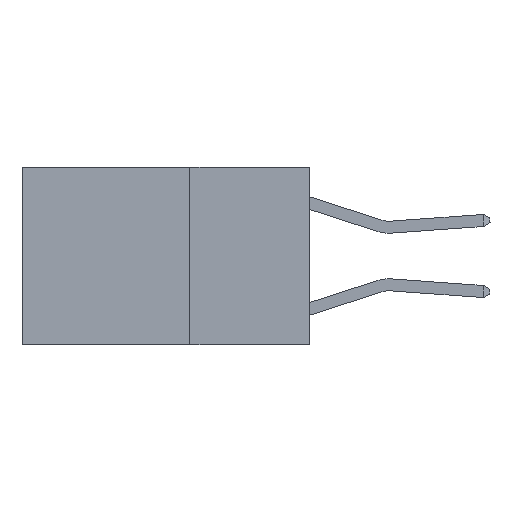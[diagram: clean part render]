
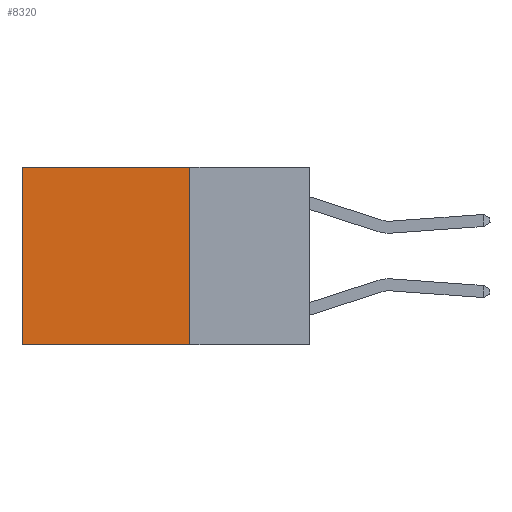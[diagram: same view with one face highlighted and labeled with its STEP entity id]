
A CAD part, left-side view. The second image highlights one B-rep face of the part: STEP entity #8320.
In plain terms, the highlighted planar face has unit normal (-1, 0, 0).
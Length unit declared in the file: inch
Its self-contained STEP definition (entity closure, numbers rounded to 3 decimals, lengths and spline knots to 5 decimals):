
#284 = CARTESIAN_POINT ( 'NONE',  ( 0.2625, 0.6, 0. ) ) ;
#289 = EDGE_CURVE ( 'NONE', #9652, #9346, #7145, .T. ) ;
#542 = ORIENTED_EDGE ( 'NONE', *, *, #9662, .F. ) ;
#751 = VECTOR ( 'NONE', #5671, 39.37008 ) ;
#798 = DIRECTION ( 'NONE',  ( 0., 0., -1. ) ) ;
#1753 = VECTOR ( 'NONE', #3196, 39.37008 ) ;
#2497 = CARTESIAN_POINT ( 'NONE',  ( 0.2625, 0.25, 0. ) ) ;
#3033 = FACE_OUTER_BOUND ( 'NONE', #8194, .T. ) ;
#3196 = DIRECTION ( 'NONE',  ( 0., 1., 0. ) ) ;
#3293 = ORIENTED_EDGE ( 'NONE', *, *, #6372, .F. ) ;
#4769 = CARTESIAN_POINT ( 'NONE',  ( 0.2625, 0.25, 0. ) ) ;
#4770 = LINE ( 'NONE', #7896, #751 ) ;
#5003 = VERTEX_POINT ( 'NONE', #7009 ) ;
#5496 = ORIENTED_EDGE ( 'NONE', *, *, #289, .T. ) ;
#5516 = CARTESIAN_POINT ( 'NONE',  ( 0.2625, 0.25, 0. ) ) ;
#5667 = EDGE_CURVE ( 'NONE', #9346, #8167, #6138, .T. ) ;
#5671 = DIRECTION ( 'NONE',  ( 0., 0., -1. ) ) ;
#5927 = VECTOR ( 'NONE', #6579, 39.37008 ) ;
#6138 = LINE ( 'NONE', #6187, #8784 ) ;
#6187 = CARTESIAN_POINT ( 'NONE',  ( 0.2625, 0.6, 0. ) ) ;
#6372 = EDGE_CURVE ( 'NONE', #5003, #8167, #8070, .T. ) ;
#6579 = DIRECTION ( 'NONE',  ( 0., 1., 0. ) ) ;
#7009 = CARTESIAN_POINT ( 'NONE',  ( 0.2625, 0.25, -0.37 ) ) ;
#7145 = LINE ( 'NONE', #2497, #1753 ) ;
#7353 = CARTESIAN_POINT ( 'NONE',  ( 0.2625, 0.25, -0.37 ) ) ;
#7896 = CARTESIAN_POINT ( 'NONE',  ( 0.2625, 0.25, 0. ) ) ;
#8000 = PLANE ( 'NONE',  #10013 ) ;
#8070 = LINE ( 'NONE', #7353, #5927 ) ;
#8167 = VERTEX_POINT ( 'NONE', #10042 ) ;
#8194 = EDGE_LOOP ( 'NONE', ( #9587, #3293, #542, #5496 ) ) ;
#8320 = ADVANCED_FACE ( 'NONE', ( #3033 ), #8000, .F. ) ;
#8784 = VECTOR ( 'NONE', #9304, 39.37008 ) ;
#9304 = DIRECTION ( 'NONE',  ( 0., 0., -1. ) ) ;
#9346 = VERTEX_POINT ( 'NONE', #284 ) ;
#9476 = DIRECTION ( 'NONE',  ( 1., 0., 0. ) ) ;
#9587 = ORIENTED_EDGE ( 'NONE', *, *, #5667, .T. ) ;
#9652 = VERTEX_POINT ( 'NONE', #5516 ) ;
#9662 = EDGE_CURVE ( 'NONE', #9652, #5003, #4770, .T. ) ;
#10013 = AXIS2_PLACEMENT_3D ( 'NONE', #4769, #9476, #798 ) ;
#10042 = CARTESIAN_POINT ( 'NONE',  ( 0.2625, 0.6, -0.37 ) ) ;
